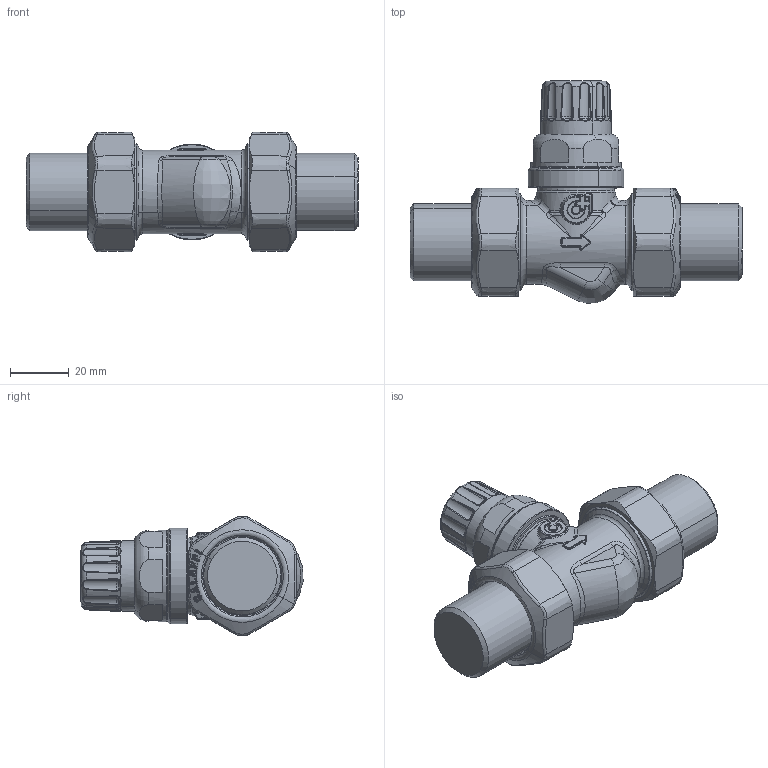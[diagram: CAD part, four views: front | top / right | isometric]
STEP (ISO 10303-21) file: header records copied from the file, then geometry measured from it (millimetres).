
FILE_DESCRIPTION(('CATIA V5 STEP Exchange','CAx-IF Rec.Pracs.--- Model Styling and Organization---1.5--- 2016-08-15','CAx-IF Rec.Pracs.---Supplemental Geometry---1.0---2011-11-01','CAx-IF Rec.Pracs.--- Composite Materials ---3.4---2017-06-13','CAx-IF Rec.Pracs.---Tessellated 3D Geometry---1.0---2015-12-17'),'2;1');
FILE_NAME('STEP_676050_-_TST.stp','2023-06-08T14:50:49+00:00',('none'),('none'),'CATIA Version 5-6 Release 2020 SP5','CATIA V5 STEP AP242 v2','none');
FILE_SCHEMA(('AP242_MANAGED_MODEL_BASED_3D_ENGINEERING_MIM_LF {1 0 10303 442 1 1 4}'));
Products named in the file (1): 676050 - TST
Bounding box: 113 x 75.6 x 40.67 mm (x, y, z)
Volume: 110820.4 mm3; surface area: 22045.9 mm2
Topology: 1 solids, 3 shells, 1495 faces, 3508 edges, 1923 vertices
Faces by surface type: bspline 966, cone 136, cylinder 120, sphere 116, plane 80, torus 62, revolution 15
Entity records: 87330 total; most frequent: CARTESIAN_POINT 61581, ORIENTED_EDGE 6800, EDGE_CURVE 3400, B_SPLINE_CURVE_WITH_KNOTS 2630, VERTEX_POINT 1923, DIRECTION 1580, EDGE_LOOP 1511, ADVANCED_FACE 1495
